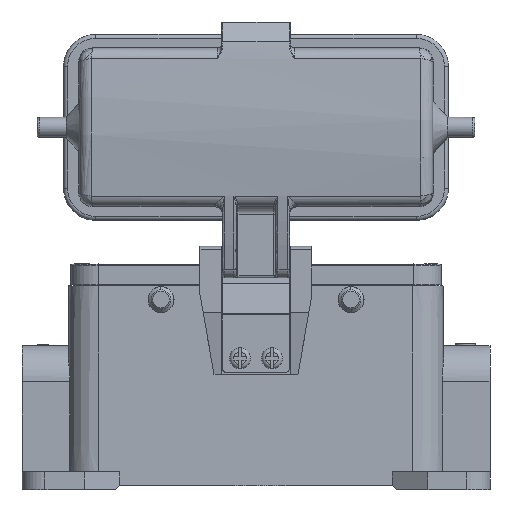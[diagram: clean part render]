
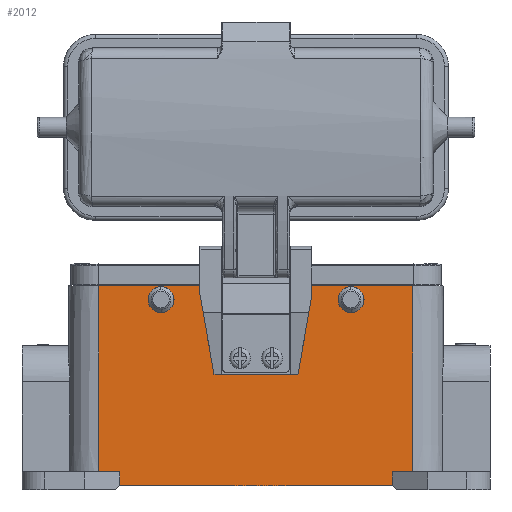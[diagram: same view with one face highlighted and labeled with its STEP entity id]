
A CAD part, front view. The second image highlights one B-rep face of the part: STEP entity #2012.
In plain terms, the highlighted planar face has unit normal (0, -1, 0.009).
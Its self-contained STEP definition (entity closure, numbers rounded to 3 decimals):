
#43=ELLIPSE('',#21661,1.5,1.5);
#44=ELLIPSE('',#21662,1.5,1.5);
#470=FACE_BOUND('',#4780,.T.);
#471=FACE_BOUND('',#4781,.T.);
#472=FACE_BOUND('',#4782,.T.);
#473=FACE_BOUND('',#4783,.T.);
#474=FACE_BOUND('',#4784,.T.);
#946=PLANE('',#21663);
#2012=ADVANCED_FACE('',(#470,#471,#472,#473,#474),#946,.T.);
#4780=EDGE_LOOP('',(#13693));
#4781=EDGE_LOOP('',(#13694));
#4782=EDGE_LOOP('',(#13695));
#4783=EDGE_LOOP('',(#13696));
#4784=EDGE_LOOP('',(#13697,#13698,#13699,#13700,#13701,#13702,#13703,#13704,
#13705,#13706,#13707,#13708));
#5638=CIRCLE('',#21659,1.5);
#5639=CIRCLE('',#21660,1.5);
#6757=LINE('',#44561,#8194);
#6758=LINE('',#44563,#8195);
#6770=LINE('',#44606,#8207);
#6775=LINE('',#44627,#8212);
#6782=LINE('',#44662,#8219);
#6811=LINE('',#44737,#8248);
#6814=LINE('',#44751,#8251);
#6821=LINE('',#44767,#8258);
#6955=LINE('',#45279,#8392);
#6968=LINE('',#45313,#8405);
#6970=LINE('',#45317,#8407);
#6971=LINE('',#45327,#8408);
#8194=VECTOR('',#25993,1.);
#8195=VECTOR('',#25996,1.);
#8207=VECTOR('',#26020,1.);
#8212=VECTOR('',#26031,1.);
#8219=VECTOR('',#26050,1.);
#8248=VECTOR('',#26123,1.);
#8251=VECTOR('',#26140,1.);
#8258=VECTOR('',#26151,1.);
#8392=VECTOR('',#26435,1.);
#8405=VECTOR('',#26470,1.);
#8407=VECTOR('',#26474,1.);
#8408=VECTOR('',#26485,1.);
#13693=ORIENTED_EDGE('',*,*,#18920,.F.);
#13694=ORIENTED_EDGE('',*,*,#18921,.F.);
#13695=ORIENTED_EDGE('',*,*,#18922,.T.);
#13696=ORIENTED_EDGE('',*,*,#18923,.T.);
#13697=ORIENTED_EDGE('',*,*,#18917,.T.);
#13698=ORIENTED_EDGE('',*,*,#18900,.T.);
#13699=ORIENTED_EDGE('',*,*,#18718,.F.);
#13700=ORIENTED_EDGE('',*,*,#18710,.T.);
#13701=ORIENTED_EDGE('',*,*,#18703,.F.);
#13702=ORIENTED_EDGE('',*,*,#18924,.T.);
#13703=ORIENTED_EDGE('',*,*,#18665,.F.);
#13704=ORIENTED_EDGE('',*,*,#18653,.T.);
#13705=ORIENTED_EDGE('',*,*,#18645,.T.);
#13706=ORIENTED_EDGE('',*,*,#18629,.T.);
#13707=ORIENTED_EDGE('',*,*,#18628,.F.);
#13708=ORIENTED_EDGE('',*,*,#18919,.F.);
#15893=VERTEX_POINT('',#44558);
#15894=VERTEX_POINT('',#44560);
#15895=VERTEX_POINT('',#44564);
#15908=VERTEX_POINT('',#44607);
#15913=VERTEX_POINT('',#44628);
#15923=VERTEX_POINT('',#44663);
#15944=VERTEX_POINT('',#44732);
#15946=VERTEX_POINT('',#44736);
#15951=VERTEX_POINT('',#44752);
#15958=VERTEX_POINT('',#44768);
#16078=VERTEX_POINT('',#45280);
#16088=VERTEX_POINT('',#45314);
#16089=VERTEX_POINT('',#45320);
#16090=VERTEX_POINT('',#45322);
#16091=VERTEX_POINT('',#45324);
#16092=VERTEX_POINT('',#45326);
#18628=EDGE_CURVE('',#15894,#15893,#6757,.T.);
#18629=EDGE_CURVE('',#15895,#15893,#6758,.T.);
#18645=EDGE_CURVE('',#15908,#15895,#6770,.T.);
#18653=EDGE_CURVE('',#15913,#15908,#6775,.T.);
#18665=EDGE_CURVE('',#15913,#15923,#6782,.T.);
#18703=EDGE_CURVE('',#15946,#15944,#6811,.T.);
#18710=EDGE_CURVE('',#15951,#15944,#6814,.T.);
#18718=EDGE_CURVE('',#15951,#15958,#6821,.T.);
#18900=EDGE_CURVE('',#16078,#15958,#6955,.T.);
#18917=EDGE_CURVE('',#16088,#16078,#6968,.T.);
#18919=EDGE_CURVE('',#16088,#15894,#6970,.T.);
#18920=EDGE_CURVE('',#16089,#16089,#5638,.T.);
#18921=EDGE_CURVE('',#16090,#16090,#5639,.T.);
#18922=EDGE_CURVE('',#16091,#16091,#43,.T.);
#18923=EDGE_CURVE('',#16092,#16092,#44,.T.);
#18924=EDGE_CURVE('',#15946,#15923,#6971,.T.);
#21659=AXIS2_PLACEMENT_3D('',#45319,#26477,#26478);
#21660=AXIS2_PLACEMENT_3D('',#45321,#26479,#26480);
#21661=AXIS2_PLACEMENT_3D('',#45323,#26481,#26482);
#21662=AXIS2_PLACEMENT_3D('',#45325,#26483,#26484);
#21663=AXIS2_PLACEMENT_3D('',#45328,#26486,#26487);
#25993=DIRECTION('',(1.,0.,0.));
#25996=DIRECTION('',(0.,-0.009,-1.));
#26020=DIRECTION('',(-1.,0.,0.));
#26031=DIRECTION('',(0.,0.009,1.));
#26050=DIRECTION('',(-1.,0.,0.));
#26123=DIRECTION('',(-1.,0.,0.));
#26140=DIRECTION('',(0.,-0.009,-1.));
#26151=DIRECTION('',(-1.,0.,0.));
#26435=DIRECTION('',(0.,-0.009,-1.));
#26470=DIRECTION('',(-1.,0.,0.));
#26474=DIRECTION('',(0.,-0.009,-1.));
#26477=DIRECTION('',(0.,-1.,0.009));
#26478=DIRECTION('',(1.,0.,0.));
#26479=DIRECTION('',(0.,-1.,0.009));
#26480=DIRECTION('',(1.,0.,0.));
#26481=DIRECTION('',(0.,1.,-0.009));
#26482=DIRECTION('',(0.,0.009,1.));
#26483=DIRECTION('',(0.,1.,-0.009));
#26484=DIRECTION('',(0.,0.009,1.));
#26485=DIRECTION('',(0.,0.009,1.));
#26486=DIRECTION('',(0.,-1.,0.009));
#26487=DIRECTION('',(-1.,0.,0.));
#44558=CARTESIAN_POINT('',(1.6,-21.526,21.5));
#44560=CARTESIAN_POINT('',(-1.6,-21.526,21.5));
#44561=CARTESIAN_POINT('',(-1.6,-21.526,21.5));
#44563=CARTESIAN_POINT('',(1.6,-21.5,24.5));
#44564=CARTESIAN_POINT('',(1.6,-21.5,24.5));
#44606=CARTESIAN_POINT('',(39.25,-21.5,24.5));
#44607=CARTESIAN_POINT('',(39.25,-21.5,24.5));
#44627=CARTESIAN_POINT('',(39.25,-21.906,-22.));
#44628=CARTESIAN_POINT('',(39.25,-21.906,-22.));
#44662=CARTESIAN_POINT('',(39.25,-21.906,-22.));
#44663=CARTESIAN_POINT('',(34.,-21.906,-22.));
#44732=CARTESIAN_POINT('',(-34.,-21.936,-25.5));
#44736=CARTESIAN_POINT('',(34.,-21.936,-25.5));
#44737=CARTESIAN_POINT('',(34.,-21.936,-25.5));
#44751=CARTESIAN_POINT('',(-34.,-21.906,-22.));
#44752=CARTESIAN_POINT('',(-34.,-21.906,-22.));
#44767=CARTESIAN_POINT('',(-34.,-21.906,-22.));
#44768=CARTESIAN_POINT('',(-39.25,-21.906,-22.));
#45279=CARTESIAN_POINT('',(-39.25,-21.5,24.5));
#45280=CARTESIAN_POINT('',(-39.25,-21.5,24.5));
#45313=CARTESIAN_POINT('',(-1.6,-21.5,24.5));
#45314=CARTESIAN_POINT('',(-1.6,-21.5,24.5));
#45317=CARTESIAN_POINT('',(-1.6,-21.5,24.5));
#45319=CARTESIAN_POINT('',(4.,-21.66,6.212));
#45320=CARTESIAN_POINT('',(5.5,-21.66,6.212));
#45321=CARTESIAN_POINT('',(-4.,-21.66,6.212));
#45322=CARTESIAN_POINT('',(-2.5,-21.66,6.212));
#45323=CARTESIAN_POINT('',(23.75,-21.531,21.));
#45324=CARTESIAN_POINT('',(23.75,-21.517,22.5));
#45325=CARTESIAN_POINT('',(-23.75,-21.531,21.));
#45326=CARTESIAN_POINT('',(-23.75,-21.517,22.5));
#45327=CARTESIAN_POINT('',(34.,-21.936,-25.5));
#45328=CARTESIAN_POINT('',(-41.628,-21.5,24.5));
